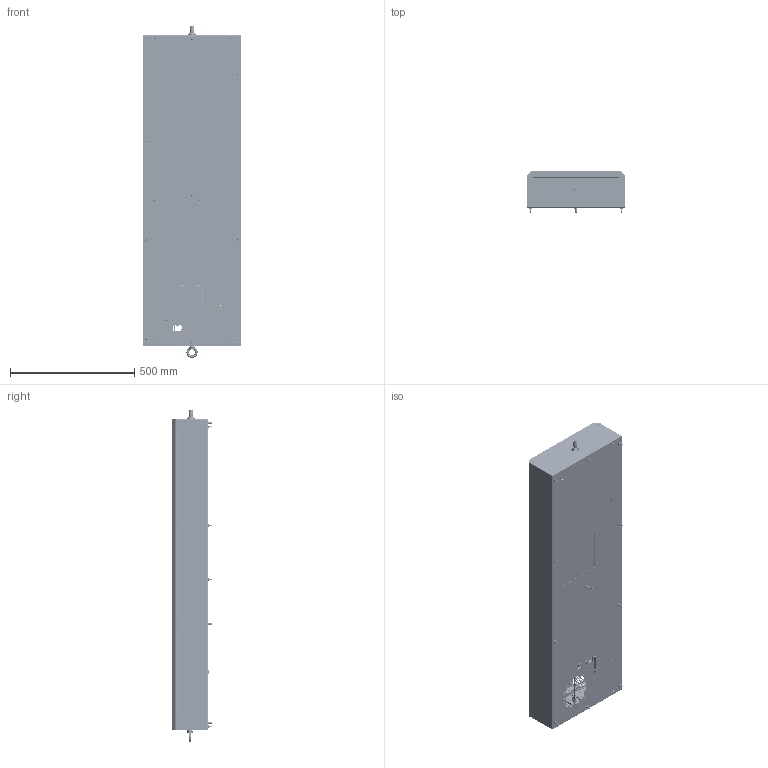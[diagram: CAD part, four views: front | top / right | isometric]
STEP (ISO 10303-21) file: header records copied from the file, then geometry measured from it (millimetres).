
FILE_DESCRIPTION (( 'STEP AP214' ), '1' );
FILE_NAME ('4272SDX.STEP', '2022-08-18T14:41:15', ( '' ), ( '' ), 'SwSTEP 2.0', 'SolidWorks 2021', '' );
FILE_SCHEMA (( 'AUTOMOTIVE_DESIGN' ));
Length unit declared in the file: inch
Products named in the file (1): 4272SDX
Bounding box: 395 x 163 x 1334.77 mm (x, y, z)
Volume: 1568709.8 mm3; surface area: 3056605.6 mm2
Topology: 95 solids, 95 shells, 4045 faces, 10655 edges, 6876 vertices
Faces by surface type: plane 2401, cylinder 1224, cone 345, bspline 55, sphere 20
Full cylindrical faces by diameter (mm): 1.5 x9, 2.5 x4, 2.8 x9, 2.997 x4, 3 x14, 3.2 x2, 3.242 x4, 3.5 x10, 3.537 x4, 3.6 x1, 3.988 x5, 4 x11, 4.2 x9, 4.3 x46, 4.5 x2, 4.597 x4, 5 x21, 5.5 x2, 5.6 x2, 5.893 x5, 6 x39, 7 x1, 7.762 x1, 8 x687, 8.4 x4, 8.5 x1, 8.9 x19, 10 x20, 10.2 x19, 11 x1
Entity records: 178137 total; most frequent: CARTESIAN_POINT 26967, DIRECTION 19196, ORIENTED_EDGE 18450, EDGE_CURVE 9225, EDGE_LOOP 7100, AXIS2_PLACEMENT_3D 6916, VERTEX_POINT 6617, VECTOR 5364
